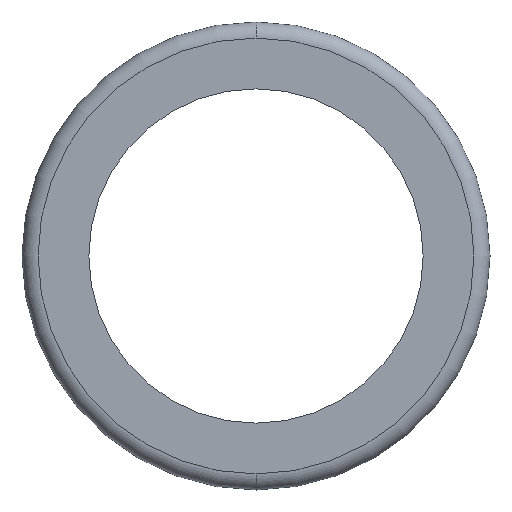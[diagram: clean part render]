
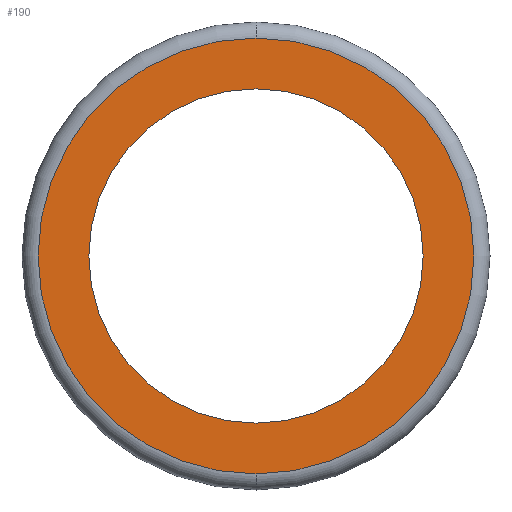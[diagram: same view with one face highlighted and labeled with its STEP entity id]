
A CAD part, front view. The second image highlights one B-rep face of the part: STEP entity #190.
In plain terms, the highlighted planar face has unit normal (0, -1, 0).
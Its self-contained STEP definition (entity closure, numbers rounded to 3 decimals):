
#16 = CARTESIAN_POINT ( 'NONE',  ( 0., 0., 16.3 ) ) ;
#39 = CIRCLE ( 'NONE', #47, 16.3 ) ;
#40 = CARTESIAN_POINT ( 'NONE',  ( 0., 0., -16.3 ) ) ;
#44 = DIRECTION ( 'NONE',  ( 0., 0., 1. ) ) ;
#45 = DIRECTION ( 'NONE',  ( 0., -1., 0. ) ) ;
#46 = CARTESIAN_POINT ( 'NONE',  ( 0., 0., 0. ) ) ;
#47 = AXIS2_PLACEMENT_3D ( 'NONE', #46, #45, #44 ) ;
#135 = VERTEX_POINT ( 'NONE', #393 ) ;
#137 = EDGE_CURVE ( 'NONE', #135, #138, #392, .T. ) ;
#138 = VERTEX_POINT ( 'NONE', #387 ) ;
#190 = ADVANCED_FACE ( 'NONE', ( #300, #299 ), #298, .F. ) ;
#191 = EDGE_LOOP ( 'NONE', ( #192, #194 ) ) ;
#192 = ORIENTED_EDGE ( 'NONE', *, *, #193, .T. ) ;
#193 = EDGE_CURVE ( 'NONE', #422, #421, #293, .T. ) ;
#194 = ORIENTED_EDGE ( 'NONE', *, *, #420, .T. ) ;
#195 = EDGE_LOOP ( 'NONE', ( #196, #198 ) ) ;
#196 = ORIENTED_EDGE ( 'NONE', *, *, #197, .F. ) ;
#197 = EDGE_CURVE ( 'NONE', #138, #135, #288, .T. ) ;
#198 = ORIENTED_EDGE ( 'NONE', *, *, #137, .F. ) ;
#284 = DIRECTION ( 'NONE',  ( 0., 0., -1. ) ) ;
#285 = DIRECTION ( 'NONE',  ( 0., -1., 0. ) ) ;
#286 = CARTESIAN_POINT ( 'NONE',  ( 0., 0., 0. ) ) ;
#287 = AXIS2_PLACEMENT_3D ( 'NONE', #286, #285, #284 ) ;
#288 = CIRCLE ( 'NONE', #287, 12.5 ) ;
#289 = DIRECTION ( 'NONE',  ( 0., 0., 1. ) ) ;
#290 = DIRECTION ( 'NONE',  ( 0., -1., 0. ) ) ;
#291 = CARTESIAN_POINT ( 'NONE',  ( 0., 0., 0. ) ) ;
#292 = AXIS2_PLACEMENT_3D ( 'NONE', #291, #290, #289 ) ;
#293 = CIRCLE ( 'NONE', #292, 16.3 ) ;
#294 = DIRECTION ( 'NONE',  ( 0., 0., 1. ) ) ;
#295 = DIRECTION ( 'NONE',  ( 0., 1., 0. ) ) ;
#296 = CARTESIAN_POINT ( 'NONE',  ( -12.5, 0., 0. ) ) ;
#297 = AXIS2_PLACEMENT_3D ( 'NONE', #296, #295, #294 ) ;
#298 = PLANE ( 'NONE',  #297 ) ;
#299 = FACE_BOUND ( 'NONE', #195, .T. ) ;
#300 = FACE_OUTER_BOUND ( 'NONE', #191, .T. ) ;
#387 = CARTESIAN_POINT ( 'NONE',  ( 0., 0., -12.5 ) ) ;
#388 = DIRECTION ( 'NONE',  ( 0., 0., -1. ) ) ;
#389 = DIRECTION ( 'NONE',  ( 0., -1., 0. ) ) ;
#390 = CARTESIAN_POINT ( 'NONE',  ( 0., 0., 0. ) ) ;
#391 = AXIS2_PLACEMENT_3D ( 'NONE', #390, #389, #388 ) ;
#392 = CIRCLE ( 'NONE', #391, 12.5 ) ;
#393 = CARTESIAN_POINT ( 'NONE',  ( 0., 0., 12.5 ) ) ;
#420 = EDGE_CURVE ( 'NONE', #421, #422, #39, .T. ) ;
#421 = VERTEX_POINT ( 'NONE', #40 ) ;
#422 = VERTEX_POINT ( 'NONE', #16 ) ;
